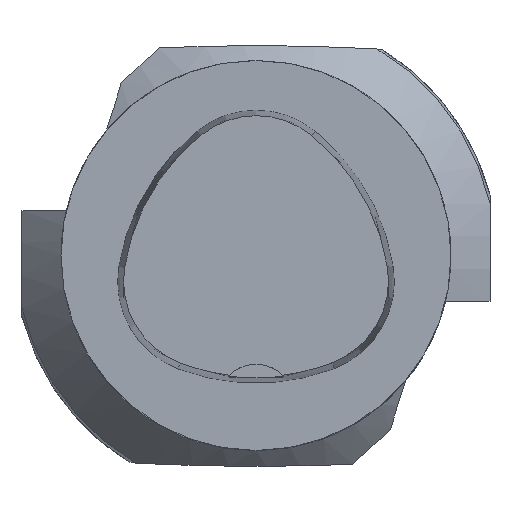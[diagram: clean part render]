
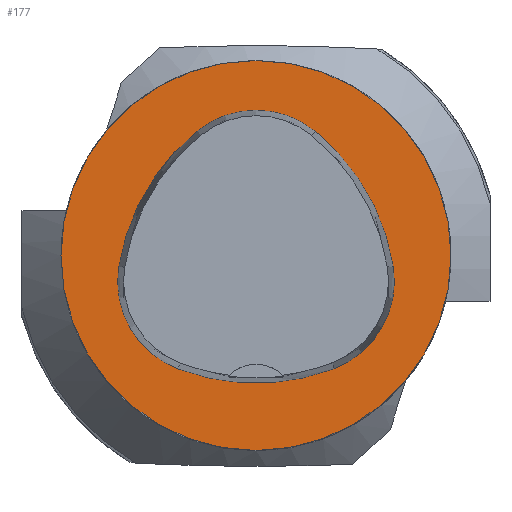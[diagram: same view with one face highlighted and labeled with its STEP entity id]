
A CAD part, top view. The second image highlights one B-rep face of the part: STEP entity #177.
In plain terms, the highlighted planar face has unit normal (0, 0, 1).
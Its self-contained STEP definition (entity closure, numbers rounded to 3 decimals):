
#44=PLANE('',#1366);
#177=ADVANCED_FACE('',(#349,#350),#44,.T.);
#318=CIRCLE('',#1336,25.);
#321=CIRCLE('',#1344,28.);
#323=CIRCLE('',#1347,12.);
#325=CIRCLE('',#1350,28.);
#327=CIRCLE('',#1353,12.);
#331=CIRCLE('',#1358,28.);
#333=CIRCLE('',#1361,12.);
#349=FACE_BOUND('',#373,.T.);
#350=FACE_BOUND('',#374,.T.);
#373=EDGE_LOOP('',(#517,#518,#519,#520,#521,#522));
#374=EDGE_LOOP('',(#523));
#517=ORIENTED_EDGE('',*,*,#984,.T.);
#518=ORIENTED_EDGE('',*,*,#964,.T.);
#519=ORIENTED_EDGE('',*,*,#968,.T.);
#520=ORIENTED_EDGE('',*,*,#971,.T.);
#521=ORIENTED_EDGE('',*,*,#974,.T.);
#522=ORIENTED_EDGE('',*,*,#982,.T.);
#523=ORIENTED_EDGE('',*,*,#949,.F.);
#828=VERTEX_POINT('',#1768);
#843=VERTEX_POINT('',#1809);
#844=VERTEX_POINT('',#1810);
#847=VERTEX_POINT('',#1818);
#849=VERTEX_POINT('',#1824);
#851=VERTEX_POINT('',#1830);
#858=VERTEX_POINT('',#1851);
#949=EDGE_CURVE('',#828,#828,#318,.T.);
#964=EDGE_CURVE('',#843,#844,#321,.T.);
#968=EDGE_CURVE('',#844,#847,#323,.T.);
#971=EDGE_CURVE('',#847,#849,#325,.T.);
#974=EDGE_CURVE('',#849,#851,#327,.T.);
#982=EDGE_CURVE('',#851,#858,#331,.T.);
#984=EDGE_CURVE('',#858,#843,#333,.T.);
#1336=AXIS2_PLACEMENT_3D('',#1767,#1458,#1459);
#1344=AXIS2_PLACEMENT_3D('',#1808,#1480,#1481);
#1347=AXIS2_PLACEMENT_3D('',#1817,#1488,#1489);
#1350=AXIS2_PLACEMENT_3D('',#1823,#1495,#1496);
#1353=AXIS2_PLACEMENT_3D('',#1829,#1502,#1503);
#1358=AXIS2_PLACEMENT_3D('',#1852,#1514,#1515);
#1361=AXIS2_PLACEMENT_3D('',#1855,#1520,#1521);
#1366=AXIS2_PLACEMENT_3D('',#1860,#1530,#1531);
#1458=DIRECTION('',(0.,0.,-1.));
#1459=DIRECTION('',(-1.,0.,0.));
#1480=DIRECTION('',(0.,0.,-1.));
#1481=DIRECTION('',(-1.,0.,0.));
#1488=DIRECTION('',(0.,0.,-1.));
#1489=DIRECTION('',(-1.,0.,0.));
#1495=DIRECTION('',(0.,0.,-1.));
#1496=DIRECTION('',(-1.,0.,0.));
#1502=DIRECTION('',(0.,0.,-1.));
#1503=DIRECTION('',(-1.,0.,0.));
#1514=DIRECTION('',(0.,0.,-1.));
#1515=DIRECTION('',(-1.,0.,0.));
#1520=DIRECTION('',(0.,0.,-1.));
#1521=DIRECTION('',(-1.,0.,0.));
#1530=DIRECTION('',(0.,0.,1.));
#1531=DIRECTION('',(1.,0.,0.));
#1767=CARTESIAN_POINT('',(0.,0.,0.));
#1768=CARTESIAN_POINT('',(-25.,0.,0.));
#1808=CARTESIAN_POINT('',(10.068,-5.824,0.));
#1809=CARTESIAN_POINT('',(-17.584,-1.424,0.));
#1810=CARTESIAN_POINT('',(-7.531,15.953,0.));
#1817=CARTESIAN_POINT('',(0.011,6.62,0.));
#1818=CARTESIAN_POINT('',(7.567,15.942,0.));
#1823=CARTESIAN_POINT('',(-10.063,-5.81,0.));
#1824=CARTESIAN_POINT('',(17.59,-1.418,0.));
#1829=CARTESIAN_POINT('',(5.739,-3.3,0.));
#1830=CARTESIAN_POINT('',(10.05,-14.499,0.));
#1851=CARTESIAN_POINT('',(-10.025,-14.516,0.));
#1852=CARTESIAN_POINT('',(-0.01,11.631,0.));
#1855=CARTESIAN_POINT('',(-5.733,-3.31,0.));
#1860=CARTESIAN_POINT('',(0.,0.,0.));
